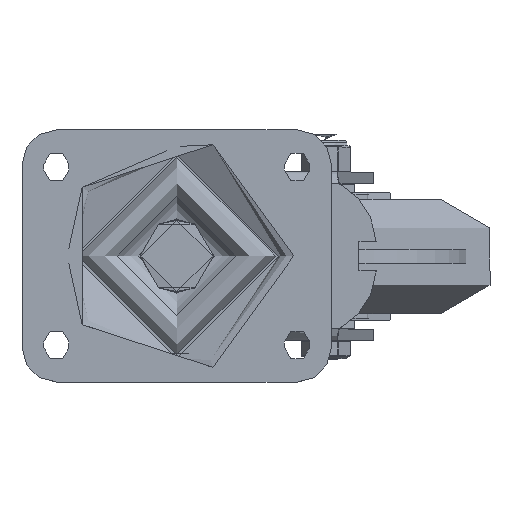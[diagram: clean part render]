
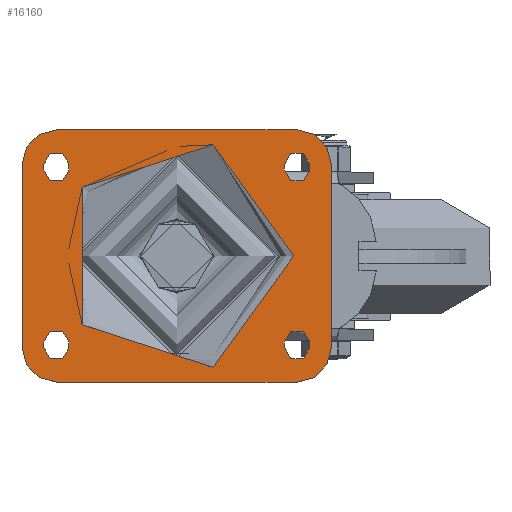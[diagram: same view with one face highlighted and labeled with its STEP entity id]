
A CAD part, top view. The second image highlights one B-rep face of the part: STEP entity #16160.
In plain terms, the highlighted planar face has unit normal (0, 0, 1).
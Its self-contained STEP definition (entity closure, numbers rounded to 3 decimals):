
#1196=FACE_BOUND('',#3188,.T.);
#1197=FACE_BOUND('',#3189,.T.);
#1198=FACE_BOUND('',#3190,.T.);
#1199=FACE_BOUND('',#3191,.T.);
#1200=FACE_BOUND('',#3192,.T.);
#1488=PLANE('',#17499);
#2224=FACE_OUTER_BOUND('',#3187,.T.);
#3187=EDGE_LOOP('',(#12031,#12032,#12033,#12034,#12035,#12036,#12037,#12038));
#3188=EDGE_LOOP('',(#12039));
#3189=EDGE_LOOP('',(#12040,#12041,#12042,#12043));
#3190=EDGE_LOOP('',(#12044,#12045,#12046,#12047));
#3191=EDGE_LOOP('',(#12048,#12049,#12050,#12051));
#3192=EDGE_LOOP('',(#12052,#12053,#12054,#12055));
#4426=LINE('',#23448,#5628);
#4428=LINE('',#23451,#5630);
#4429=LINE('',#23452,#5631);
#4430=LINE('',#23453,#5632);
#4431=LINE('',#23456,#5633);
#4432=LINE('',#23460,#5634);
#4433=LINE('',#23464,#5635);
#4434=LINE('',#23468,#5636);
#4435=LINE('',#23472,#5637);
#4436=LINE('',#23476,#5638);
#4437=LINE('',#23480,#5639);
#4438=LINE('',#23484,#5640);
#5628=VECTOR('',#19513,1000.);
#5630=VECTOR('',#19517,1000.);
#5631=VECTOR('',#19518,1000.);
#5632=VECTOR('',#19519,1000.);
#5633=VECTOR('',#19520,1000.);
#5634=VECTOR('',#19523,1000.);
#5635=VECTOR('',#19526,1000.);
#5636=VECTOR('',#19529,1000.);
#5637=VECTOR('',#19532,1000.);
#5638=VECTOR('',#19535,1000.);
#5639=VECTOR('',#19538,1000.);
#5640=VECTOR('',#19541,1000.);
#6566=CIRCLE('',#17165,51.);
#6569=CIRCLE('',#17169,15.);
#6571=CIRCLE('',#17172,15.);
#6573=CIRCLE('',#17175,15.);
#6575=CIRCLE('',#17178,15.);
#6738=CIRCLE('',#17500,5.5);
#6739=CIRCLE('',#17501,5.5);
#6740=CIRCLE('',#17502,5.5);
#6741=CIRCLE('',#17503,5.5);
#6742=CIRCLE('',#17504,5.5);
#6743=CIRCLE('',#17505,5.5);
#6744=CIRCLE('',#17506,5.5);
#6745=CIRCLE('',#17507,5.5);
#7155=VERTEX_POINT('',#22555);
#7157=VERTEX_POINT('',#22561);
#7158=VERTEX_POINT('',#22562);
#7161=VERTEX_POINT('',#22570);
#7162=VERTEX_POINT('',#22571);
#7165=VERTEX_POINT('',#22579);
#7166=VERTEX_POINT('',#22580);
#7169=VERTEX_POINT('',#22588);
#7170=VERTEX_POINT('',#22589);
#7444=VERTEX_POINT('',#23454);
#7445=VERTEX_POINT('',#23455);
#7446=VERTEX_POINT('',#23457);
#7447=VERTEX_POINT('',#23459);
#7448=VERTEX_POINT('',#23462);
#7449=VERTEX_POINT('',#23463);
#7450=VERTEX_POINT('',#23465);
#7451=VERTEX_POINT('',#23467);
#7452=VERTEX_POINT('',#23470);
#7453=VERTEX_POINT('',#23471);
#7454=VERTEX_POINT('',#23473);
#7455=VERTEX_POINT('',#23475);
#7456=VERTEX_POINT('',#23478);
#7457=VERTEX_POINT('',#23479);
#7458=VERTEX_POINT('',#23481);
#7459=VERTEX_POINT('',#23483);
#8737=EDGE_CURVE('',#7155,#7155,#6566,.T.);
#8740=EDGE_CURVE('',#7157,#7158,#6569,.T.);
#8744=EDGE_CURVE('',#7161,#7162,#6571,.T.);
#8748=EDGE_CURVE('',#7165,#7166,#6573,.T.);
#8752=EDGE_CURVE('',#7169,#7170,#6575,.T.);
#9179=EDGE_CURVE('',#7170,#7157,#4426,.T.);
#9181=EDGE_CURVE('',#7166,#7169,#4428,.T.);
#9182=EDGE_CURVE('',#7162,#7165,#4429,.T.);
#9183=EDGE_CURVE('',#7158,#7161,#4430,.T.);
#9184=EDGE_CURVE('',#7444,#7445,#4431,.T.);
#9185=EDGE_CURVE('',#7445,#7446,#6738,.T.);
#9186=EDGE_CURVE('',#7446,#7447,#4432,.T.);
#9187=EDGE_CURVE('',#7447,#7444,#6739,.T.);
#9188=EDGE_CURVE('',#7448,#7449,#4433,.T.);
#9189=EDGE_CURVE('',#7449,#7450,#6740,.T.);
#9190=EDGE_CURVE('',#7450,#7451,#4434,.T.);
#9191=EDGE_CURVE('',#7451,#7448,#6741,.T.);
#9192=EDGE_CURVE('',#7452,#7453,#4435,.T.);
#9193=EDGE_CURVE('',#7453,#7454,#6742,.T.);
#9194=EDGE_CURVE('',#7454,#7455,#4436,.T.);
#9195=EDGE_CURVE('',#7455,#7452,#6743,.T.);
#9196=EDGE_CURVE('',#7456,#7457,#4437,.T.);
#9197=EDGE_CURVE('',#7457,#7458,#6744,.T.);
#9198=EDGE_CURVE('',#7458,#7459,#4438,.T.);
#9199=EDGE_CURVE('',#7459,#7456,#6745,.T.);
#12031=ORIENTED_EDGE('',*,*,#8752,.F.);
#12032=ORIENTED_EDGE('',*,*,#9181,.F.);
#12033=ORIENTED_EDGE('',*,*,#8748,.F.);
#12034=ORIENTED_EDGE('',*,*,#9182,.F.);
#12035=ORIENTED_EDGE('',*,*,#8744,.F.);
#12036=ORIENTED_EDGE('',*,*,#9183,.F.);
#12037=ORIENTED_EDGE('',*,*,#8740,.F.);
#12038=ORIENTED_EDGE('',*,*,#9179,.F.);
#12039=ORIENTED_EDGE('',*,*,#8737,.F.);
#12040=ORIENTED_EDGE('',*,*,#9184,.T.);
#12041=ORIENTED_EDGE('',*,*,#9185,.T.);
#12042=ORIENTED_EDGE('',*,*,#9186,.T.);
#12043=ORIENTED_EDGE('',*,*,#9187,.T.);
#12044=ORIENTED_EDGE('',*,*,#9188,.T.);
#12045=ORIENTED_EDGE('',*,*,#9189,.T.);
#12046=ORIENTED_EDGE('',*,*,#9190,.T.);
#12047=ORIENTED_EDGE('',*,*,#9191,.T.);
#12048=ORIENTED_EDGE('',*,*,#9192,.T.);
#12049=ORIENTED_EDGE('',*,*,#9193,.T.);
#12050=ORIENTED_EDGE('',*,*,#9194,.T.);
#12051=ORIENTED_EDGE('',*,*,#9195,.T.);
#12052=ORIENTED_EDGE('',*,*,#9196,.T.);
#12053=ORIENTED_EDGE('',*,*,#9197,.T.);
#12054=ORIENTED_EDGE('',*,*,#9198,.T.);
#12055=ORIENTED_EDGE('',*,*,#9199,.T.);
#16160=ADVANCED_FACE('',(#2224,#1196,#1197,#1198,#1199,#1200),#1488,.T.);
#17165=AXIS2_PLACEMENT_3D('',#22556,#18575,#18576);
#17169=AXIS2_PLACEMENT_3D('',#22563,#18583,#18584);
#17172=AXIS2_PLACEMENT_3D('',#22572,#18591,#18592);
#17175=AXIS2_PLACEMENT_3D('',#22581,#18599,#18600);
#17178=AXIS2_PLACEMENT_3D('',#22590,#18607,#18608);
#17499=AXIS2_PLACEMENT_3D('',#23450,#19515,#19516);
#17500=AXIS2_PLACEMENT_3D('',#23458,#19521,#19522);
#17501=AXIS2_PLACEMENT_3D('',#23461,#19524,#19525);
#17502=AXIS2_PLACEMENT_3D('',#23466,#19527,#19528);
#17503=AXIS2_PLACEMENT_3D('',#23469,#19530,#19531);
#17504=AXIS2_PLACEMENT_3D('',#23474,#19533,#19534);
#17505=AXIS2_PLACEMENT_3D('',#23477,#19536,#19537);
#17506=AXIS2_PLACEMENT_3D('',#23482,#19539,#19540);
#17507=AXIS2_PLACEMENT_3D('',#23485,#19542,#19543);
#18575=DIRECTION('center_axis',(0.,0.,1.));
#18576=DIRECTION('ref_axis',(1.,0.,0.));
#18583=DIRECTION('center_axis',(0.,0.,-1.));
#18584=DIRECTION('ref_axis',(-0.707,0.707,0.));
#18591=DIRECTION('center_axis',(0.,0.,-1.));
#18592=DIRECTION('ref_axis',(0.707,0.707,0.));
#18599=DIRECTION('center_axis',(0.,0.,-1.));
#18600=DIRECTION('ref_axis',(0.707,-0.707,0.));
#18607=DIRECTION('center_axis',(0.,0.,-1.));
#18608=DIRECTION('ref_axis',(-0.707,-0.707,0.));
#19513=DIRECTION('',(0.,1.,0.));
#19515=DIRECTION('center_axis',(0.,0.,1.));
#19516=DIRECTION('ref_axis',(1.,0.,0.));
#19517=DIRECTION('',(-1.,0.,0.));
#19518=DIRECTION('',(0.,-1.,0.));
#19519=DIRECTION('',(1.,0.,0.));
#19520=DIRECTION('',(0.,1.,0.));
#19521=DIRECTION('center_axis',(0.,0.,-1.));
#19522=DIRECTION('ref_axis',(-1.,0.,0.));
#19523=DIRECTION('',(0.,-1.,0.));
#19524=DIRECTION('center_axis',(0.,0.,-1.));
#19525=DIRECTION('ref_axis',(-1.,0.,0.));
#19526=DIRECTION('',(0.,-1.,0.));
#19527=DIRECTION('center_axis',(0.,0.,-1.));
#19528=DIRECTION('ref_axis',(-1.,0.,0.));
#19529=DIRECTION('',(0.,1.,0.));
#19530=DIRECTION('center_axis',(0.,0.,-1.));
#19531=DIRECTION('ref_axis',(-1.,0.,0.));
#19532=DIRECTION('',(0.,1.,0.));
#19533=DIRECTION('center_axis',(0.,0.,-1.));
#19534=DIRECTION('ref_axis',(1.,0.,0.));
#19535=DIRECTION('',(0.,-1.,0.));
#19536=DIRECTION('center_axis',(0.,0.,-1.));
#19537=DIRECTION('ref_axis',(1.,0.,0.));
#19538=DIRECTION('',(0.,-1.,0.));
#19539=DIRECTION('center_axis',(0.,0.,-1.));
#19540=DIRECTION('ref_axis',(1.,0.,0.));
#19541=DIRECTION('',(0.,1.,0.));
#19542=DIRECTION('center_axis',(0.,0.,-1.));
#19543=DIRECTION('ref_axis',(1.,0.,0.));
#22555=CARTESIAN_POINT('',(51.,0.,0.));
#22556=CARTESIAN_POINT('Origin',(0.,0.,0.));
#22561=CARTESIAN_POINT('',(-67.5,40.,0.));
#22562=CARTESIAN_POINT('',(-52.5,55.,0.));
#22563=CARTESIAN_POINT('Origin',(-52.5,40.,0.));
#22570=CARTESIAN_POINT('',(52.5,55.,0.));
#22571=CARTESIAN_POINT('',(67.5,40.,0.));
#22572=CARTESIAN_POINT('Origin',(52.5,40.,0.));
#22579=CARTESIAN_POINT('',(67.5,-40.,0.));
#22580=CARTESIAN_POINT('',(52.5,-55.,0.));
#22581=CARTESIAN_POINT('Origin',(52.5,-40.,0.));
#22588=CARTESIAN_POINT('',(-52.5,-55.,0.));
#22589=CARTESIAN_POINT('',(-67.5,-40.,0.));
#22590=CARTESIAN_POINT('Origin',(-52.5,-40.,0.));
#23448=CARTESIAN_POINT('',(-67.5,-55.,0.));
#23450=CARTESIAN_POINT('Origin',(0.,0.,0.));
#23451=CARTESIAN_POINT('',(67.5,-55.,0.));
#23452=CARTESIAN_POINT('',(67.5,55.,0.));
#23453=CARTESIAN_POINT('',(-67.5,55.,0.));
#23454=CARTESIAN_POINT('',(47.,-40.,0.));
#23455=CARTESIAN_POINT('',(47.,-37.5,0.));
#23456=CARTESIAN_POINT('',(47.,-40.,0.));
#23457=CARTESIAN_POINT('',(58.,-37.5,0.));
#23458=CARTESIAN_POINT('Origin',(52.5,-37.5,0.));
#23459=CARTESIAN_POINT('',(58.,-40.,0.));
#23460=CARTESIAN_POINT('',(58.,-40.,0.));
#23461=CARTESIAN_POINT('Origin',(52.5,-40.,0.));
#23462=CARTESIAN_POINT('',(58.,40.,0.));
#23463=CARTESIAN_POINT('',(58.,37.5,0.));
#23464=CARTESIAN_POINT('',(58.,40.,0.));
#23465=CARTESIAN_POINT('',(47.,37.5,0.));
#23466=CARTESIAN_POINT('Origin',(52.5,37.5,0.));
#23467=CARTESIAN_POINT('',(47.,40.,0.));
#23468=CARTESIAN_POINT('',(47.,40.,0.));
#23469=CARTESIAN_POINT('Origin',(52.5,40.,0.));
#23470=CARTESIAN_POINT('',(-58.,-40.,0.));
#23471=CARTESIAN_POINT('',(-58.,-37.5,0.));
#23472=CARTESIAN_POINT('',(-58.,-40.,0.));
#23473=CARTESIAN_POINT('',(-47.,-37.5,0.));
#23474=CARTESIAN_POINT('Origin',(-52.5,-37.5,0.));
#23475=CARTESIAN_POINT('',(-47.,-40.,0.));
#23476=CARTESIAN_POINT('',(-47.,-40.,0.));
#23477=CARTESIAN_POINT('Origin',(-52.5,-40.,0.));
#23478=CARTESIAN_POINT('',(-47.,40.,0.));
#23479=CARTESIAN_POINT('',(-47.,37.5,0.));
#23480=CARTESIAN_POINT('',(-47.,40.,0.));
#23481=CARTESIAN_POINT('',(-58.,37.5,0.));
#23482=CARTESIAN_POINT('Origin',(-52.5,37.5,0.));
#23483=CARTESIAN_POINT('',(-58.,40.,0.));
#23484=CARTESIAN_POINT('',(-58.,40.,0.));
#23485=CARTESIAN_POINT('Origin',(-52.5,40.,0.));
